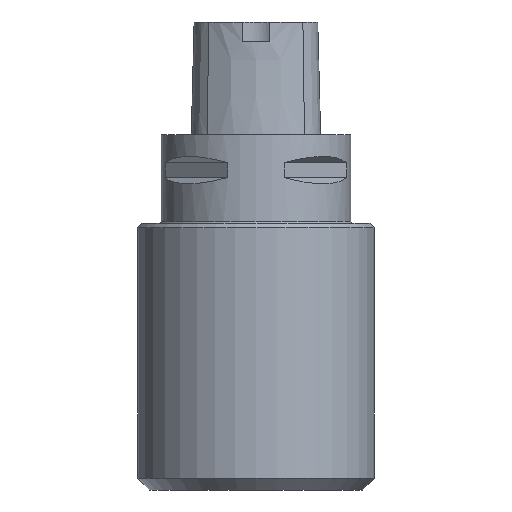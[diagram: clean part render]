
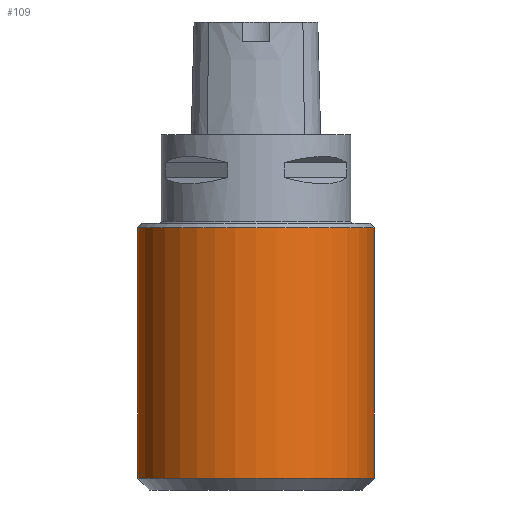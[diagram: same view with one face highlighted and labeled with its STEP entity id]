
A CAD part, front view. The second image highlights one B-rep face of the part: STEP entity #109.
In plain terms, the highlighted cylindrical face has radius 20 mm (diameter 40 mm), a full revolution.
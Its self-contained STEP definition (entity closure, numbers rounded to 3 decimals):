
#109=ADVANCED_FACE('AR_BY_CN_IB_SU_3',(#180,#181),#113,.T.);
#113=CYLINDRICAL_SURFACE('',#530,20.);
#180=FACE_BOUND('',#220,.T.);
#181=FACE_BOUND('',#221,.T.);
#220=EDGE_LOOP('',(#330));
#221=EDGE_LOOP('',(#331));
#330=ORIENTED_EDGE('',*,*,#424,.F.);
#331=ORIENTED_EDGE('',*,*,#427,.T.);
#369=VERTEX_POINT('',#802);
#372=VERTEX_POINT('',#811);
#424=EDGE_CURVE('',#369,#369,#447,.T.);
#427=EDGE_CURVE('',#372,#372,#450,.T.);
#447=CIRCLE('',#522,20.);
#450=CIRCLE('',#528,20.);
#522=AXIS2_PLACEMENT_3D('',#801,#662,#663);
#528=AXIS2_PLACEMENT_3D('',#810,#674,#675);
#530=AXIS2_PLACEMENT_3D('',#813,#678,#679);
#662=DIRECTION('',(0.,0.,1.));
#663=DIRECTION('',(1.,0.,0.));
#674=DIRECTION('',(0.,0.,1.));
#675=DIRECTION('',(1.,0.,0.));
#678=DIRECTION('',(0.,0.,1.));
#679=DIRECTION('',(1.,0.,0.));
#801=CARTESIAN_POINT('',(0.,0.,-15.7));
#802=CARTESIAN_POINT('',(20.,0.,-15.7));
#810=CARTESIAN_POINT('',(0.,0.,-58.));
#811=CARTESIAN_POINT('',(20.,0.,-58.));
#813=CARTESIAN_POINT('',(0.,0.,-60.));
